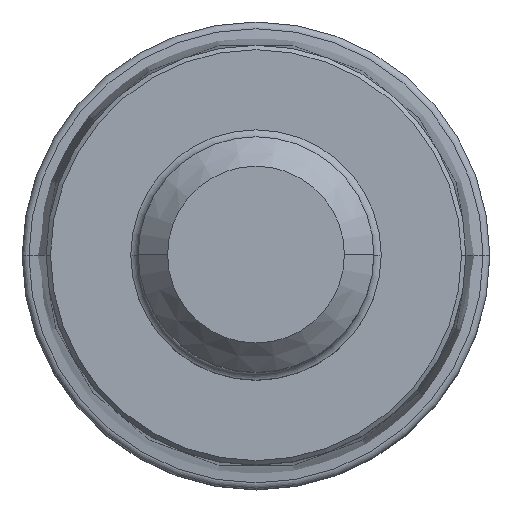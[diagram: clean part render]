
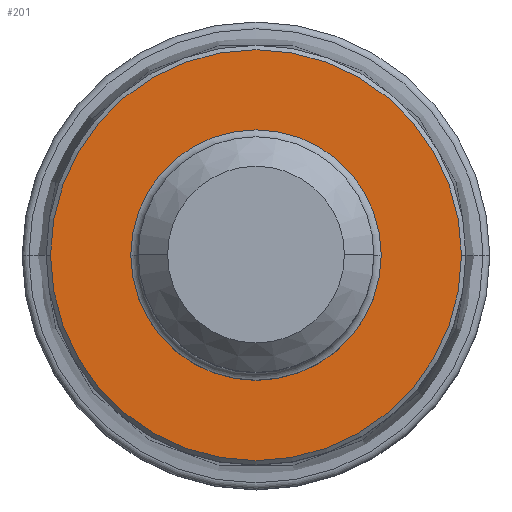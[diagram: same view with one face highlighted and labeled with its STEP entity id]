
A CAD part, top view. The second image highlights one B-rep face of the part: STEP entity #201.
In plain terms, the highlighted planar face has unit normal (0, 0, 1).
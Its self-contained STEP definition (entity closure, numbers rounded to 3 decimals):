
#201=ADVANCED_FACE('',(#248,#249),#243,.F.);
#243=PLANE('',#1215);
#248=FACE_BOUND('',#278,.T.);
#249=FACE_BOUND('',#279,.T.);
#278=EDGE_LOOP('',(#432,#433));
#279=EDGE_LOOP('',(#434,#435));
#432=ORIENTED_EDGE('',*,*,#720,.T.);
#433=ORIENTED_EDGE('',*,*,#721,.T.);
#434=ORIENTED_EDGE('',*,*,#722,.T.);
#435=ORIENTED_EDGE('',*,*,#723,.T.);
#622=VERTEX_POINT('',#1920);
#623=VERTEX_POINT('',#1921);
#624=VERTEX_POINT('',#1924);
#625=VERTEX_POINT('',#1925);
#720=EDGE_CURVE('',#622,#623,#855,.T.);
#721=EDGE_CURVE('',#623,#622,#856,.T.);
#722=EDGE_CURVE('',#624,#625,#857,.T.);
#723=EDGE_CURVE('',#625,#624,#858,.T.);
#855=CIRCLE('',#1211,13.95);
#856=CIRCLE('',#1212,13.95);
#857=CIRCLE('',#1213,8.5);
#858=CIRCLE('',#1214,8.5);
#1211=AXIS2_PLACEMENT_3D('',#1919,#1498,#1499);
#1212=AXIS2_PLACEMENT_3D('',#1922,#1500,#1501);
#1213=AXIS2_PLACEMENT_3D('',#1923,#1502,#1503);
#1214=AXIS2_PLACEMENT_3D('',#1926,#1504,#1505);
#1215=AXIS2_PLACEMENT_3D('',#1927,#1506,#1507);
#1498=DIRECTION('',(0.,0.,1.));
#1499=DIRECTION('',(-1.,0.,0.));
#1500=DIRECTION('',(0.,0.,1.));
#1501=DIRECTION('',(1.,0.,0.));
#1502=DIRECTION('',(0.,0.,-1.));
#1503=DIRECTION('',(1.,0.,0.));
#1504=DIRECTION('',(0.,0.,-1.));
#1505=DIRECTION('',(-1.,0.,0.));
#1506=DIRECTION('',(0.,0.,-1.));
#1507=DIRECTION('',(1.,0.,0.));
#1919=CARTESIAN_POINT('',(0.,0.,0.));
#1920=CARTESIAN_POINT('',(-13.95,0.,0.));
#1921=CARTESIAN_POINT('',(13.95,0.,0.));
#1922=CARTESIAN_POINT('',(0.,0.,0.));
#1923=CARTESIAN_POINT('',(0.,0.,0.));
#1924=CARTESIAN_POINT('',(8.5,0.,0.));
#1925=CARTESIAN_POINT('',(-8.5,0.,0.));
#1926=CARTESIAN_POINT('',(0.,0.,0.));
#1927=CARTESIAN_POINT('',(0.,0.,0.));
